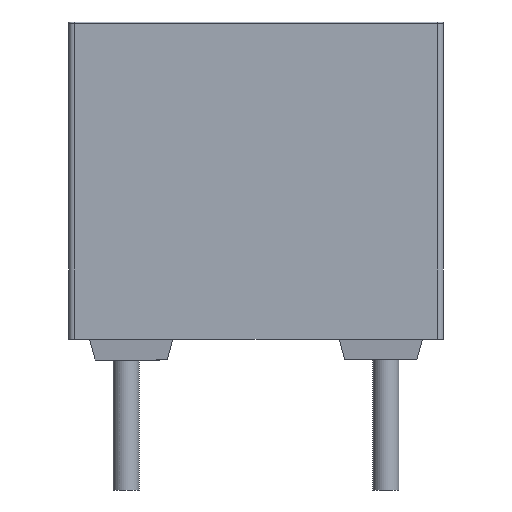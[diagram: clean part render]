
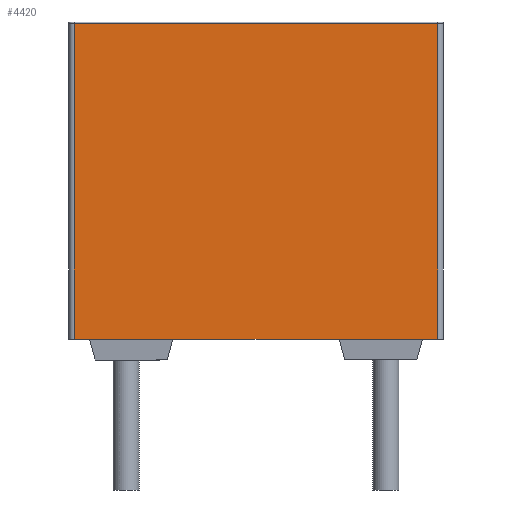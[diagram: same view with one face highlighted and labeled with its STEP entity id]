
A CAD part, front view. The second image highlights one B-rep face of the part: STEP entity #4420.
In plain terms, the highlighted planar face has unit normal (0, -1, 0).
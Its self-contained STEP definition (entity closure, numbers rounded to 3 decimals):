
#5 = EDGE_CURVE ( 'NONE', #1301, #970, #3976, .T. ) ;
#9 = ORIENTED_EDGE ( 'NONE', *, *, #2054, .T. ) ;
#54 = AXIS2_PLACEMENT_3D ( 'NONE', #3213, #4976, #1306 ) ;
#376 = CARTESIAN_POINT ( 'NONE',  ( -10.7, -1.25, 0.41 ) ) ;
#385 = CARTESIAN_POINT ( 'NONE',  ( -3.7, -1.25, 6.485 ) ) ;
#411 = CARTESIAN_POINT ( 'NONE',  ( -5.6, -1.25, 0.41 ) ) ;
#481 = ORIENTED_EDGE ( 'NONE', *, *, #4249, .T. ) ;
#616 = VECTOR ( 'NONE', #4845, 1000. ) ;
#795 = VERTEX_POINT ( 'NONE', #1143 ) ;
#895 = EDGE_CURVE ( 'NONE', #5178, #4282, #4574, .T. ) ;
#970 = VERTEX_POINT ( 'NONE', #376 ) ;
#1115 = LINE ( 'NONE', #2970, #616 ) ;
#1142 = VECTOR ( 'NONE', #5906, 1000. ) ;
#1143 = CARTESIAN_POINT ( 'NONE',  ( -3.7, -1.25, 0.41 ) ) ;
#1301 = VERTEX_POINT ( 'NONE', #5286 ) ;
#1306 = DIRECTION ( 'NONE',  ( 0., 0., -1. ) ) ;
#1378 = LINE ( 'NONE', #4110, #3657 ) ;
#1741 = ORIENTED_EDGE ( 'NONE', *, *, #2856, .T. ) ;
#1832 = DIRECTION ( 'NONE',  ( 1., 0., 0. ) ) ;
#2054 = EDGE_CURVE ( 'NONE', #2411, #1301, #1378, .T. ) ;
#2189 = FACE_OUTER_BOUND ( 'NONE', #2734, .T. ) ;
#2217 = LINE ( 'NONE', #3609, #5336 ) ;
#2273 = DIRECTION ( 'NONE',  ( 1., 0., 0. ) ) ;
#2411 = VERTEX_POINT ( 'NONE', #385 ) ;
#2420 = DIRECTION ( 'NONE',  ( 1., 0., 0. ) ) ;
#2643 = DIRECTION ( 'NONE',  ( -1., 0., 0. ) ) ;
#2664 = CARTESIAN_POINT ( 'NONE',  ( -3.6, -1.25, 0.41 ) ) ;
#2718 = CARTESIAN_POINT ( 'NONE',  ( -8.8, -1.25, 0.41 ) ) ;
#2734 = EDGE_LOOP ( 'NONE', ( #1741, #9, #3468, #481, #5562, #5416, #3388, #5453 ) ) ;
#2778 = LINE ( 'NONE', #5966, #4570 ) ;
#2856 = EDGE_CURVE ( 'NONE', #795, #2411, #1115, .T. ) ;
#2970 = CARTESIAN_POINT ( 'NONE',  ( -3.7, -1.25, 0.41 ) ) ;
#3070 = DIRECTION ( 'NONE',  ( 0., 0., -1. ) ) ;
#3081 = EDGE_CURVE ( 'NONE', #4708, #3489, #2217, .T. ) ;
#3133 = LINE ( 'NONE', #2664, #1142 ) ;
#3213 = CARTESIAN_POINT ( 'NONE',  ( -10.8, -1.25, 0.41 ) ) ;
#3383 = EDGE_CURVE ( 'NONE', #3489, #795, #3133, .T. ) ;
#3388 = ORIENTED_EDGE ( 'NONE', *, *, #3081, .T. ) ;
#3468 = ORIENTED_EDGE ( 'NONE', *, *, #5, .T. ) ;
#3489 = VERTEX_POINT ( 'NONE', #3567 ) ;
#3567 = CARTESIAN_POINT ( 'NONE',  ( -4., -1.25, 0.41 ) ) ;
#3579 = PLANE ( 'NONE',  #54 ) ;
#3609 = CARTESIAN_POINT ( 'NONE',  ( -10.8, -1.25, 0.41 ) ) ;
#3657 = VECTOR ( 'NONE', #2643, 1000. ) ;
#3843 = VECTOR ( 'NONE', #4088, 1000. ) ;
#3976 = LINE ( 'NONE', #5404, #4040 ) ;
#4040 = VECTOR ( 'NONE', #3070, 1000. ) ;
#4088 = DIRECTION ( 'NONE',  ( 1., 0., 0. ) ) ;
#4110 = CARTESIAN_POINT ( 'NONE',  ( -10.8, -1.25, 6.485 ) ) ;
#4171 = CARTESIAN_POINT ( 'NONE',  ( -10.4, -1.25, 0.41 ) ) ;
#4249 = EDGE_CURVE ( 'NONE', #970, #5178, #2778, .T. ) ;
#4282 = VERTEX_POINT ( 'NONE', #2718 ) ;
#4420 = ADVANCED_FACE ( 'NONE', ( #2189 ), #3579, .T. ) ;
#4570 = VECTOR ( 'NONE', #1832, 1000. ) ;
#4574 = LINE ( 'NONE', #5396, #3843 ) ;
#4708 = VERTEX_POINT ( 'NONE', #411 ) ;
#4766 = VECTOR ( 'NONE', #2420, 1000. ) ;
#4845 = DIRECTION ( 'NONE',  ( 0., 0., 1. ) ) ;
#4976 = DIRECTION ( 'NONE',  ( 0., -1., 0. ) ) ;
#5178 = VERTEX_POINT ( 'NONE', #4171 ) ;
#5210 = LINE ( 'NONE', #5681, #4766 ) ;
#5286 = CARTESIAN_POINT ( 'NONE',  ( -10.7, -1.25, 6.485 ) ) ;
#5336 = VECTOR ( 'NONE', #2273, 1000. ) ;
#5396 = CARTESIAN_POINT ( 'NONE',  ( -10.8, -1.25, 0.41 ) ) ;
#5404 = CARTESIAN_POINT ( 'NONE',  ( -10.7, -1.25, 0.41 ) ) ;
#5416 = ORIENTED_EDGE ( 'NONE', *, *, #5864, .T. ) ;
#5453 = ORIENTED_EDGE ( 'NONE', *, *, #3383, .T. ) ;
#5562 = ORIENTED_EDGE ( 'NONE', *, *, #895, .T. ) ;
#5681 = CARTESIAN_POINT ( 'NONE',  ( -10.8, -1.25, 0.41 ) ) ;
#5864 = EDGE_CURVE ( 'NONE', #4282, #4708, #5210, .T. ) ;
#5906 = DIRECTION ( 'NONE',  ( 1., 0., 0. ) ) ;
#5966 = CARTESIAN_POINT ( 'NONE',  ( -3.6, -1.25, 0.41 ) ) ;
